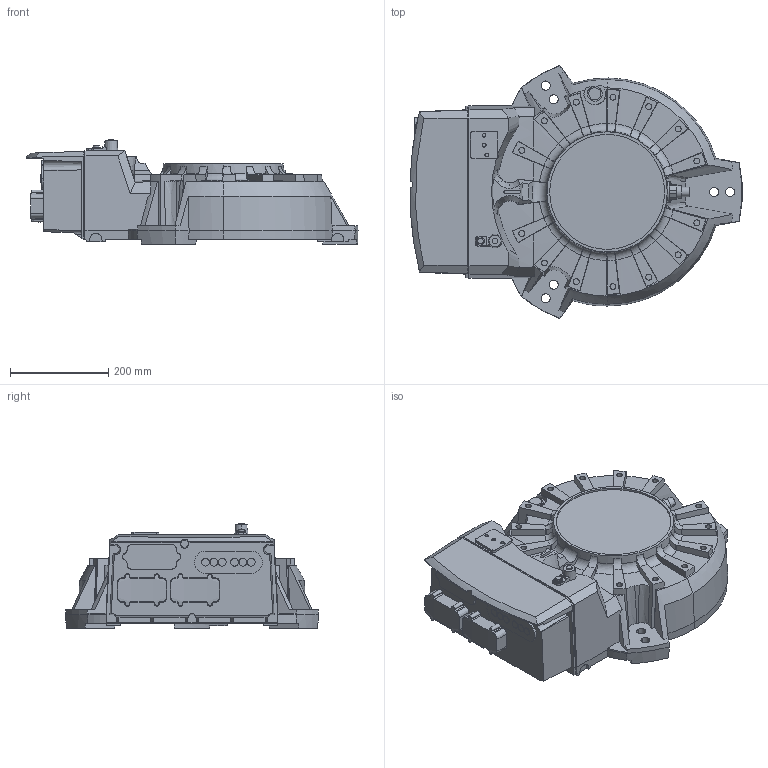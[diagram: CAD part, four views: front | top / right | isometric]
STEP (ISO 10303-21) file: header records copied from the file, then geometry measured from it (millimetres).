
FILE_DESCRIPTION (( 'STEP AP214' ), '1' );
FILE_NAME ('IRB4600_20kg-250_BASE_CAD_rev04.STEP', '2016-12-06T10:24:13', ( 'ABB' ), ( 'ABB' ), 'SwSTEP 2.0', 'SolidWorks 2014', '' );
FILE_SCHEMA (( 'AUTOMOTIVE_DESIGN' ));
Length unit declared in the file: millimetre
Products named in the file (1): IRB4600_20kg-250_BASE_CAD_rev04
Bounding box: 675.23 x 514.54 x 213 mm (x, y, z)
Volume: 30281931.7 mm3; surface area: 902506.9 mm2
Topology: 1 solids, 2 shells, 641 faces, 1742 edges, 1145 vertices
Faces by surface type: plane 272, cone 179, cylinder 112, torus 53, bspline 25
Entity records: 24251 total; most frequent: CARTESIAN_POINT 8818, ORIENTED_EDGE 3484, DIRECTION 2894, EDGE_CURVE 1742, VERTEX_POINT 1145, AXIS2_PLACEMENT_3D 1126, EDGE_LOOP 693, VECTOR 642
